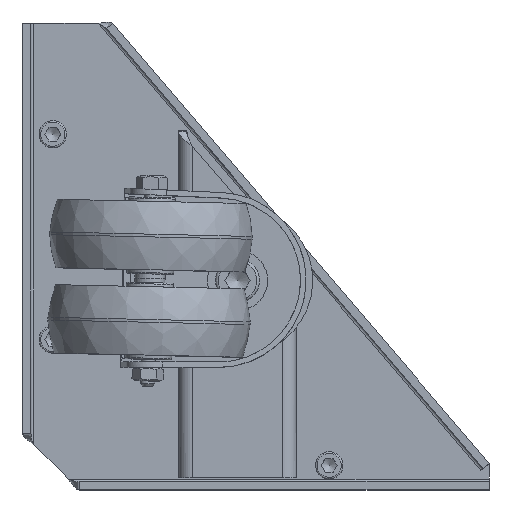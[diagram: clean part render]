
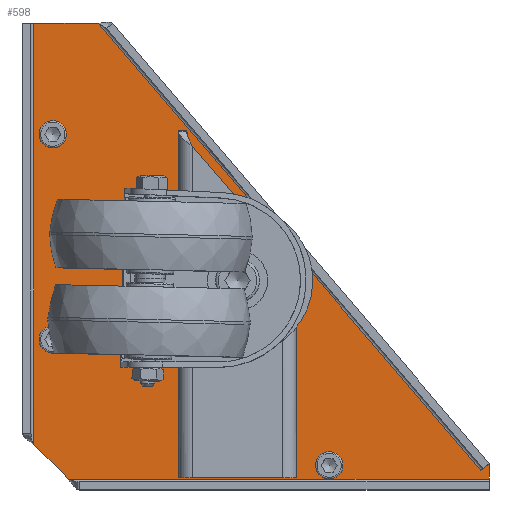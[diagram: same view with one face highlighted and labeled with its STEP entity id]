
A CAD part, top view. The second image highlights one B-rep face of the part: STEP entity #598.
In plain terms, the highlighted planar face has unit normal (0, 0, 1).
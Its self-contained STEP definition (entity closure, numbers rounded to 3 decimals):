
#242=CARTESIAN_POINT('',(71.862,-88.402,3.));
#243=VERTEX_POINT('',#242);
#320=CARTESIAN_POINT('',(-67.966,74.9,3.));
#321=VERTEX_POINT('',#320);
#402=CARTESIAN_POINT('',(71.862,-88.402,3.));
#403=DIRECTION('',(-0.65,0.76,0.0));
#404=VECTOR('',#403,214.986);
#405=LINE('',#402,#404);
#406=EDGE_CURVE('',#243,#321,#405,.T.);
#418=CARTESIAN_POINT('',(71.854,-88.408,3.));
#419=VERTEX_POINT('',#418);
#420=CARTESIAN_POINT('',(71.854,-88.408,3.));
#421=DIRECTION('',(0.76,0.65,0.0));
#422=VECTOR('',#421,0.01);
#423=LINE('',#420,#422);
#424=EDGE_CURVE('',#419,#243,#423,.T.);
#457=CARTESIAN_POINT('',(71.861,-88.416,3.));
#458=VERTEX_POINT('',#457);
#459=CARTESIAN_POINT('',(71.861,-88.416,3.));
#460=DIRECTION('',(-0.65,0.76,0.0));
#461=VECTOR('',#460,0.01);
#462=LINE('',#459,#461);
#463=EDGE_CURVE('',#458,#419,#462,.T.);
#488=CARTESIAN_POINT('',(74.9,-85.813,3.));
#489=VERTEX_POINT('',#488);
#490=CARTESIAN_POINT('',(74.9,-85.813,3.));
#491=DIRECTION('',(-0.76,-0.65,0.0));
#492=VECTOR('',#491,4.001);
#493=LINE('',#490,#492);
#494=EDGE_CURVE('',#489,#458,#493,.T.);
#505=CARTESIAN_POINT('',(-15.967,-14.284,3.));
#506=DIRECTION('',(0.0,0.0,1.0));
#507=DIRECTION('',(1.0,0.0,0.0));
#508=AXIS2_PLACEMENT_3D('',#505,#506,#507);
#509=PLANE('',#508);
#510=ORIENTED_EDGE('',*,*,#494,.T.);
#511=ORIENTED_EDGE('',*,*,#463,.T.);
#512=ORIENTED_EDGE('',*,*,#424,.T.);
#513=ORIENTED_EDGE('',*,*,#406,.T.);
#514=CARTESIAN_POINT('',(-91.6,74.9,3.));
#515=VERTEX_POINT('',#514);
#516=CARTESIAN_POINT('',(-91.6,74.9,3.));
#517=DIRECTION('',(1.0,0.0,0.0));
#518=VECTOR('',#517,23.634);
#519=LINE('',#516,#518);
#520=EDGE_CURVE('',#515,#321,#519,.T.);
#521=ORIENTED_EDGE('',*,*,#520,.F.);
#522=CARTESIAN_POINT('',(-91.6,-78.9,3.));
#523=VERTEX_POINT('',#522);
#524=CARTESIAN_POINT('',(-91.6,74.9,3.));
#525=DIRECTION('',(0.0,-1.0,0.0));
#526=VECTOR('',#525,153.8);
#527=LINE('',#524,#526);
#528=EDGE_CURVE('',#515,#523,#527,.T.);
#529=ORIENTED_EDGE('',*,*,#528,.T.);
#530=CARTESIAN_POINT('',(-78.9,-91.6,3.));
#531=VERTEX_POINT('',#530);
#532=CARTESIAN_POINT('',(-78.9,-91.6,3.));
#533=DIRECTION('',(-0.707,0.707,0.0));
#534=VECTOR('',#533,17.961);
#535=LINE('',#532,#534);
#536=EDGE_CURVE('',#531,#523,#535,.T.);
#537=ORIENTED_EDGE('',*,*,#536,.F.);
#538=CARTESIAN_POINT('',(74.9,-91.6,3.));
#539=VERTEX_POINT('',#538);
#540=CARTESIAN_POINT('',(-78.9,-91.6,3.));
#541=DIRECTION('',(1.0,0.0,0.0));
#542=VECTOR('',#541,153.8);
#543=LINE('',#540,#542);
#544=EDGE_CURVE('',#531,#539,#543,.T.);
#545=ORIENTED_EDGE('',*,*,#544,.T.);
#546=CARTESIAN_POINT('',(74.9,-85.813,3.));
#547=DIRECTION('',(0.0,-1.0,0.0));
#548=VECTOR('',#547,5.787);
#549=LINE('',#546,#548);
#550=EDGE_CURVE('',#489,#539,#549,.T.);
#551=ORIENTED_EDGE('',*,*,#550,.F.);
#552=EDGE_LOOP('',(#510,#511,#512,#513,#521,#529,#537,#545,#551));
#553=FACE_OUTER_BOUND('',#552,.T.);
#554=CARTESIAN_POINT('',(-81.1,34.4,3.));
#555=VERTEX_POINT('',#554);
#556=CARTESIAN_POINT('',(-84.6,34.4,3.));
#557=DIRECTION('',(0.0,0.0,-1.0));
#558=DIRECTION('',(1.0,0.0,0.0));
#559=AXIS2_PLACEMENT_3D('',#556,#557,#558);
#560=CIRCLE('',#559,3.5);
#561=EDGE_CURVE('',#555,#555,#560,.T.);
#562=ORIENTED_EDGE('',*,*,#561,.T.);
#563=EDGE_LOOP('',(#562));
#564=FACE_BOUND('',#563,.T.);
#565=CARTESIAN_POINT('',(-81.1,-40.6,3.));
#566=VERTEX_POINT('',#565);
#567=CARTESIAN_POINT('',(-84.6,-40.6,3.));
#568=DIRECTION('',(0.0,0.0,-1.0));
#569=DIRECTION('',(1.0,0.0,0.0));
#570=AXIS2_PLACEMENT_3D('',#567,#568,#569);
#571=CIRCLE('',#570,3.5);
#572=EDGE_CURVE('',#566,#566,#571,.T.);
#573=ORIENTED_EDGE('',*,*,#572,.T.);
#574=EDGE_LOOP('',(#573));
#575=FACE_BOUND('',#574,.T.);
#576=CARTESIAN_POINT('',(19.9,-86.6,3.));
#577=VERTEX_POINT('',#576);
#578=CARTESIAN_POINT('',(16.4,-86.6,3.));
#579=DIRECTION('',(0.0,0.0,-1.0));
#580=DIRECTION('',(1.0,0.0,0.0));
#581=AXIS2_PLACEMENT_3D('',#578,#579,#580);
#582=CIRCLE('',#581,3.5);
#583=EDGE_CURVE('',#577,#577,#582,.T.);
#584=ORIENTED_EDGE('',*,*,#583,.T.);
#585=EDGE_LOOP('',(#584));
#586=FACE_BOUND('',#585,.T.);
#587=CARTESIAN_POINT('',(-11.6,-19.1,3.));
#588=VERTEX_POINT('',#587);
#589=CARTESIAN_POINT('',(-17.1,-19.1,3.));
#590=DIRECTION('',(0.0,0.0,-1.0));
#591=DIRECTION('',(1.0,0.0,0.0));
#592=AXIS2_PLACEMENT_3D('',#589,#590,#591);
#593=CIRCLE('',#592,5.5);
#594=EDGE_CURVE('',#588,#588,#593,.T.);
#595=ORIENTED_EDGE('',*,*,#594,.T.);
#596=EDGE_LOOP('',(#595));
#597=FACE_BOUND('',#596,.T.);
#598=ADVANCED_FACE('',(#553,#564,#575,#586,#597),#509,.T.);
